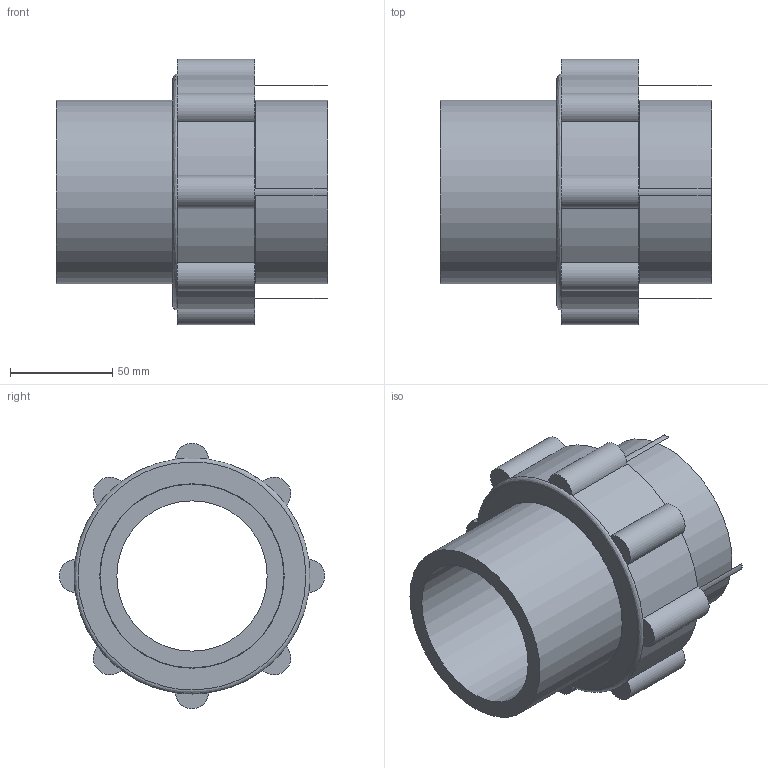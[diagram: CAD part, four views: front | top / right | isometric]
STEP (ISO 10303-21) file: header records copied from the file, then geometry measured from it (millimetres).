
FILE_DESCRIPTION (( 'STEP AP203' ), '1' );
FILE_NAME ('581234030.STEP', '2017-07-28T18:11:35', ( '' ), ( '' ), 'SwSTEP 2.0', 'SolidWorks 2017', '' );
FILE_SCHEMA (( 'CONFIG_CONTROL_DESIGN' ));
Length unit declared in the file: inch
Products named in the file (1): 581234030
Bounding box: 133 x 130 x 130 mm (x, y, z)
Volume: 476450.7 mm3; surface area: 92842.1 mm2
Topology: 1 solids, 1 shells, 59 faces, 135 edges, 84 vertices
Faces by surface type: cylinder 36, plane 20, cone 2, bspline 1
Full cylindrical faces by diameter (mm): 73.6 x1, 90 x2, 104.309 x1
Entity records: 2315 total; most frequent: CARTESIAN_POINT 893, DIRECTION 318, ORIENTED_EDGE 250, AXIS2_PLACEMENT_3D 143, EDGE_CURVE 125, CIRCLE 84, VERTEX_POINT 81, EDGE_LOOP 74
